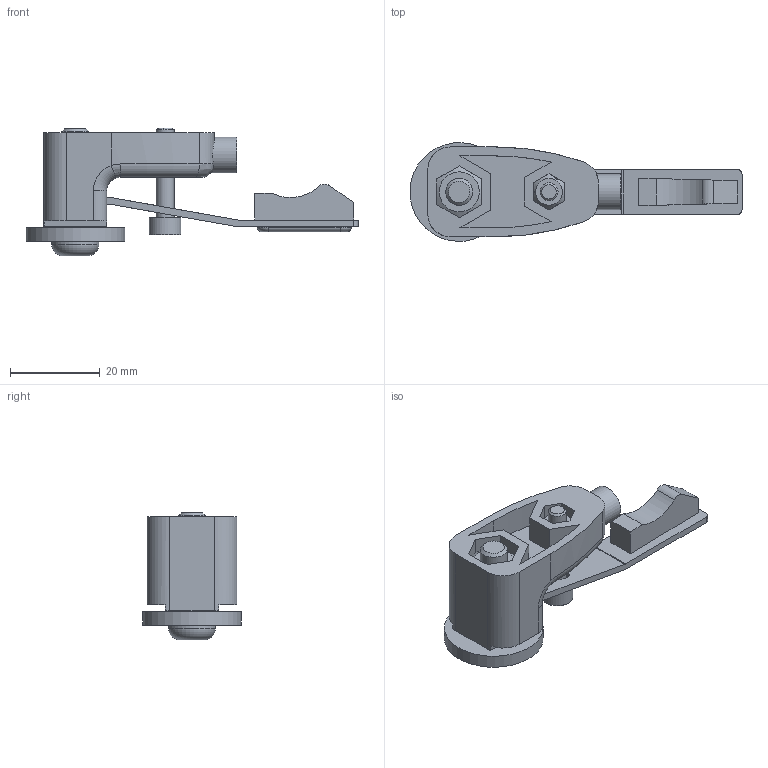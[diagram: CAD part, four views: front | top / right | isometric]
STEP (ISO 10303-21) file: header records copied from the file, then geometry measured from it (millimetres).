
FILE_DESCRIPTION(/* description */ (''),/* implementation_level */ '2;1');
FILE_NAME(/* name */ '11213XA2.stp',/* time_stamp */ '2019-08-05T12:08:11+02:00',/* author */ ('GIULIANO'),/* organization */ (''),/* preprocessor_version */ 'ST-DEVELOPER v17.2',/* originating_system */ 'Autodesk Inventor 2019',/* authorisation */ '');
FILE_SCHEMA (('AUTOMOTIVE_DESIGN { 1 0 10303 214 3 1 1 }'));
Length unit declared in the file: millimetre
Products named in the file (11): 11213XA2; 20827; 20834; 20829; 20833_A; 16474; 04746; ISO 4032 - M6; 06120; 06121; 20826
Assembly tree (10 placements, depth 3):
  11213XA2
    20827
    20834
      20829
      20833_A
    16474
    04746
    ISO 4032 - M6
    06120
    06121
    20826
Bounding box: 73.98 x 21.97 x 28.5 mm (x, y, z)
Volume: 11731.1 mm3; surface area: 9828.9 mm2
Topology: 9 solids, 9 shells, 196 faces, 498 edges, 328 vertices
Faces by surface type: plane 111, cylinder 56, cone 16, torus 9, bspline 4
Full cylindrical faces by diameter (mm): 3 x4, 3.242 x1, 3.5 x3, 4 x2, 4.917 x1, 5.95 x1, 6 x3, 6.3 x1, 7 x2, 7.9 x1, 8 x1, 10.5 x1, 22 x1
Entity records: 6473 total; most frequent: CARTESIAN_POINT 1228, DIRECTION 1049, ORIENTED_EDGE 994, EDGE_CURVE 497, AXIS2_PLACEMENT_3D 386, VERTEX_POINT 328, LINE 277, VECTOR 277
